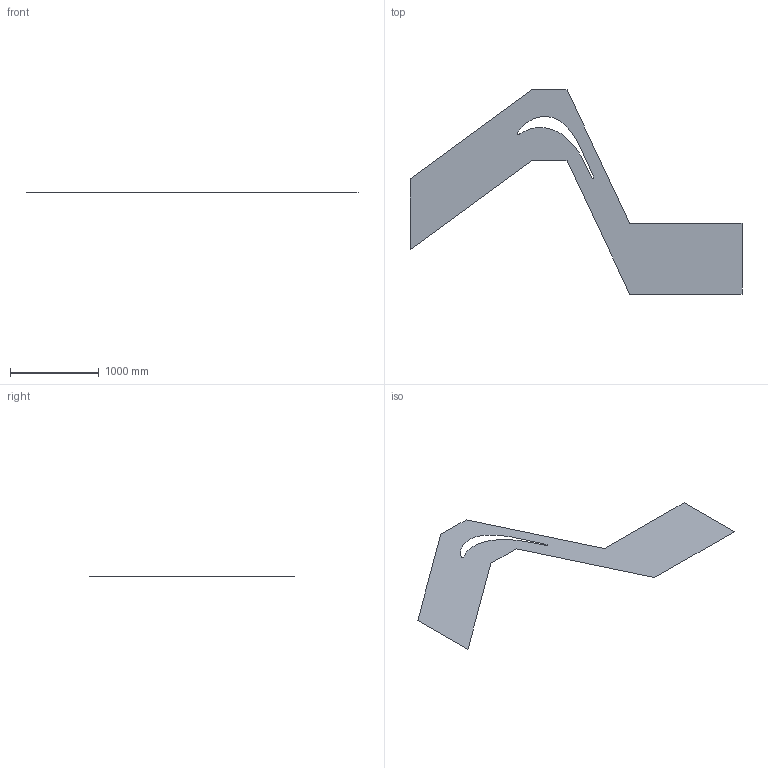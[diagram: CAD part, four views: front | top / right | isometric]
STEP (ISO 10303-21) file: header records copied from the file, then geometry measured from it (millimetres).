
FILE_DESCRIPTION((''),'2;1');
FILE_NAME('','2017-02-28T10:56:49',(''),(''),'','CADfix','');
FILE_SCHEMA(('CONFIG_CONTROL_DESIGN'));
Length unit declared in the file: metre
Bounding box: 3737.4 x 2298 x 0 mm (x, y, z)
Surface area: 2868544.9 mm2 (no closed solid volume)
Topology: 0 solids, 1 shells, 1 faces, 12 edges, 12 vertices
Faces by surface type: plane 1
Entity records: 369 total; most frequent: CARTESIAN_POINT 193, DIRECTION 12, VERTEX_POINT 12, EDGE_CURVE 12, ORIENTED_EDGE 12, VECTOR 10, LINE 10, PERSON 8
